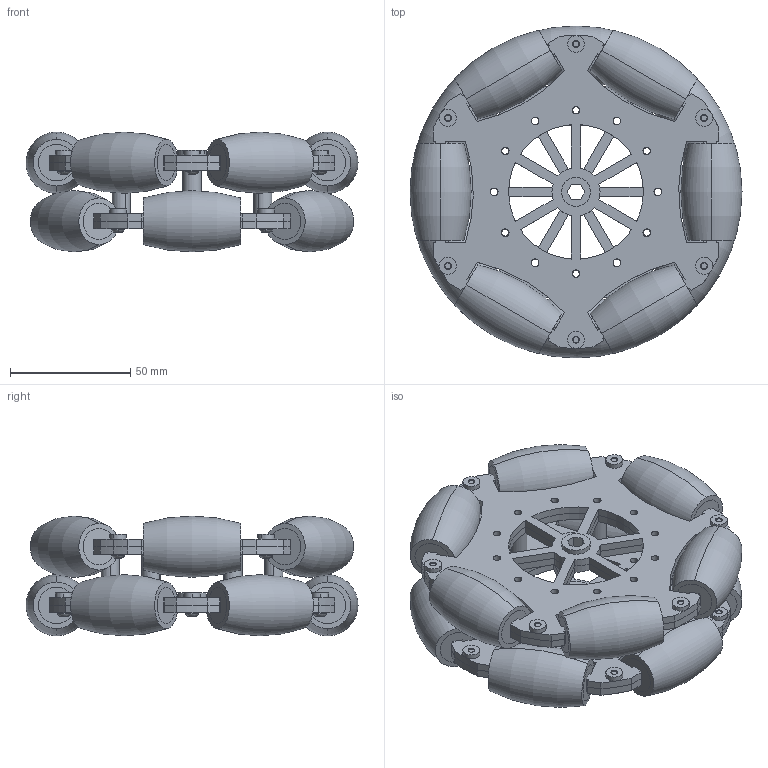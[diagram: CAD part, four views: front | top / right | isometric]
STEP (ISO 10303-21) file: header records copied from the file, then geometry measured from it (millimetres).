
FILE_DESCRIPTION (( 'STEP AP214' ), '1' );
FILE_NAME ('Omni-wheel 12 v1.STEP', '2023-09-14T08:42:35', ( '' ), ( '' ), 'SwSTEP 2.0', 'SolidWorks 2020', '' );
FILE_SCHEMA (( 'AUTOMOTIVE_DESIGN' ));
Length unit declared in the file: millimetre
Products named in the file (12): Disc_Mating Hex Axle; Omni-wheel half_Mating Hex Axle; RollerAxle; Wheel Standoffs; Metric button hex socket screw_ISO 7380 - M3 x 8 --- 8C; Omni-wheel 12 v1; RollerSkin; RollerCore; Omni-wheel half; Disc; Disc_Default no hub; Disc_Mating Hex no hub
Assembly tree (25 placements, depth 3):
  Omni-wheel 12 v1
    Omni-wheel half
      Disc
      RollerCore
      RollerSkin
      RollerAxle
      Disc_Default no hub
      Metric button hex socket screw_ISO 7380 - M3 x 8 --- 8C  x6
    Omni-wheel half_Mating Hex Axle
      Disc_Mating Hex Axle
      RollerCore
      RollerSkin
      RollerAxle
      Disc_Mating Hex no hub
      Metric button hex socket screw_ISO 7380 - M3 x 8 --- 8C  x6
    Wheel Standoffs
Bounding box: 138 x 138 x 49.75 mm (x, y, z)
Volume: 213138.4 mm3; surface area: 191485.1 mm2
Topology: 58 solids, 58 shells, 1670 faces, 4098 edges, 2618 vertices
Faces by surface type: plane 766, cylinder 520, torus 216, cone 144, sphere 24
Entity records: 36106 total; most frequent: CARTESIAN_POINT 6656, DIRECTION 6270, ORIENTED_EDGE 5792, EDGE_CURVE 2896, AXIS2_PLACEMENT_3D 2295, VERTEX_POINT 1897, LINE 1680, VECTOR 1680
